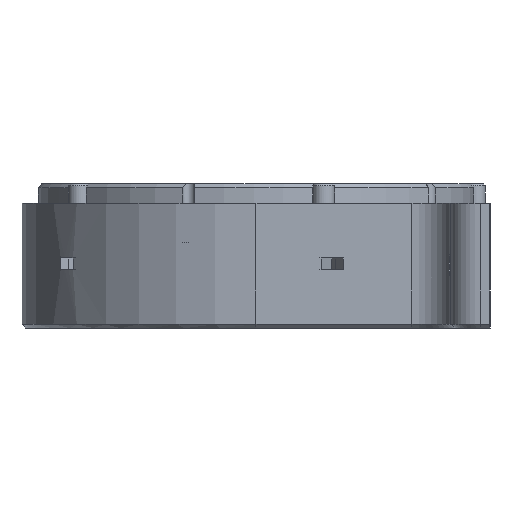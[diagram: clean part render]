
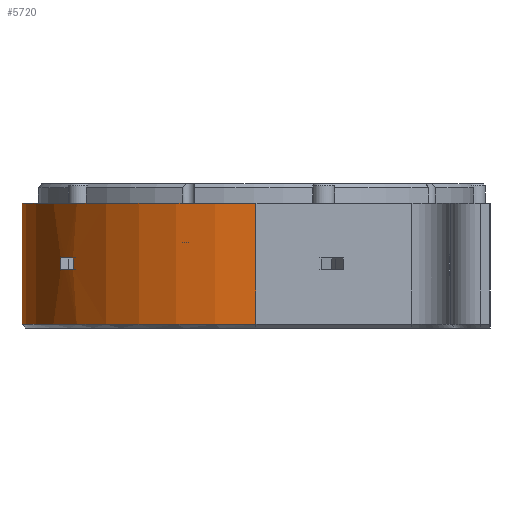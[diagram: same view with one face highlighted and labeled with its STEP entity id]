
A CAD part, left-side view. The second image highlights one B-rep face of the part: STEP entity #5720.
In plain terms, the highlighted cylindrical face has radius 60 mm (diameter 120 mm), a partial arc.
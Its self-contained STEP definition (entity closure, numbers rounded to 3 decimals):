
#132=CYLINDRICAL_SURFACE('',#6082,60.);
#268=FACE_BOUND('',#1064,.T.);
#319=CIRCLE('',#5980,60.);
#321=CIRCLE('',#5988,60.);
#366=CIRCLE('',#6083,60.);
#367=CIRCLE('',#6084,60.);
#752=FACE_OUTER_BOUND('',#1063,.T.);
#1063=EDGE_LOOP('',(#4043,#4044,#4045,#4046));
#1064=EDGE_LOOP('',(#4047,#4048,#4049,#4050));
#1357=LINE('',#8466,#1811);
#1374=LINE('',#8504,#1828);
#1478=LINE('',#8766,#1932);
#1494=LINE('',#8844,#1948);
#1811=VECTOR('',#6658,10.);
#1828=VECTOR('',#6691,10.);
#1932=VECTOR('',#6923,10.);
#1948=VECTOR('',#7007,10.);
#2265=VERTEX_POINT('',#8464);
#2266=VERTEX_POINT('',#8465);
#2269=VERTEX_POINT('',#8473);
#2279=VERTEX_POINT('',#8503);
#2371=VERTEX_POINT('',#8760);
#2373=VERTEX_POINT('',#8764);
#2400=VERTEX_POINT('',#8840);
#2401=VERTEX_POINT('',#8842);
#2857=EDGE_CURVE('',#2265,#2266,#1357,.T.);
#2861=EDGE_CURVE('',#2266,#2269,#319,.T.);
#2876=EDGE_CURVE('',#2269,#2279,#1374,.T.);
#2878=EDGE_CURVE('',#2279,#2265,#321,.T.);
#3005=EDGE_CURVE('',#2371,#2373,#1478,.T.);
#3041=EDGE_CURVE('',#2371,#2400,#366,.T.);
#3042=EDGE_CURVE('',#2373,#2401,#367,.T.);
#3043=EDGE_CURVE('',#2400,#2401,#1494,.T.);
#4043=ORIENTED_EDGE('',*,*,#3041,.F.);
#4044=ORIENTED_EDGE('',*,*,#3005,.T.);
#4045=ORIENTED_EDGE('',*,*,#3042,.T.);
#4046=ORIENTED_EDGE('',*,*,#3043,.F.);
#4047=ORIENTED_EDGE('',*,*,#2876,.T.);
#4048=ORIENTED_EDGE('',*,*,#2878,.T.);
#4049=ORIENTED_EDGE('',*,*,#2857,.T.);
#4050=ORIENTED_EDGE('',*,*,#2861,.T.);
#5720=ADVANCED_FACE('',(#752,#268),#132,.T.);
#5980=AXIS2_PLACEMENT_3D('',#8474,#6664,#6665);
#5988=AXIS2_PLACEMENT_3D('',#8507,#6695,#6696);
#6082=AXIS2_PLACEMENT_3D('',#8839,#7001,#7002);
#6083=AXIS2_PLACEMENT_3D('',#8841,#7003,#7004);
#6084=AXIS2_PLACEMENT_3D('',#8843,#7005,#7006);
#6658=DIRECTION('',(0.,0.,-1.));
#6664=DIRECTION('center_axis',(0.,0.,-1.));
#6665=DIRECTION('ref_axis',(0.,1.,0.));
#6691=DIRECTION('',(0.,0.,1.));
#6695=DIRECTION('center_axis',(0.,0.,1.));
#6696=DIRECTION('ref_axis',(0.,1.,0.));
#6923=DIRECTION('',(0.,0.,1.));
#7001=DIRECTION('center_axis',(0.,0.,1.));
#7002=DIRECTION('ref_axis',(0.,1.,0.));
#7003=DIRECTION('center_axis',(0.,0.,-1.));
#7004=DIRECTION('ref_axis',(0.,1.,0.));
#7005=DIRECTION('center_axis',(0.,0.,-1.));
#7006=DIRECTION('ref_axis',(0.,1.,0.));
#7007=DIRECTION('',(0.,0.,1.));
#8464=CARTESIAN_POINT('',(-98.013,46.914,18.));
#8465=CARTESIAN_POINT('',(-98.013,46.914,15.));
#8466=CARTESIAN_POINT('',(-98.013,46.914,0.));
#8473=CARTESIAN_POINT('',(-93.669,50.07,15.));
#8474=CARTESIAN_POINT('Origin',(-60.609,0.,15.));
#8503=CARTESIAN_POINT('',(-93.669,50.07,18.));
#8504=CARTESIAN_POINT('',(-93.669,50.07,0.));
#8507=CARTESIAN_POINT('Origin',(-60.609,0.,18.));
#8760=CARTESIAN_POINT('',(-120.609,0.,1.));
#8764=CARTESIAN_POINT('',(-120.609,0.,32.));
#8766=CARTESIAN_POINT('',(-120.609,0.,0.));
#8839=CARTESIAN_POINT('Origin',(-60.609,0.,0.));
#8840=CARTESIAN_POINT('',(-60.609,60.,1.));
#8841=CARTESIAN_POINT('Origin',(-60.609,0.,1.));
#8842=CARTESIAN_POINT('',(-60.609,60.,32.));
#8843=CARTESIAN_POINT('Origin',(-60.609,0.,32.));
#8844=CARTESIAN_POINT('',(-60.609,60.,0.));
